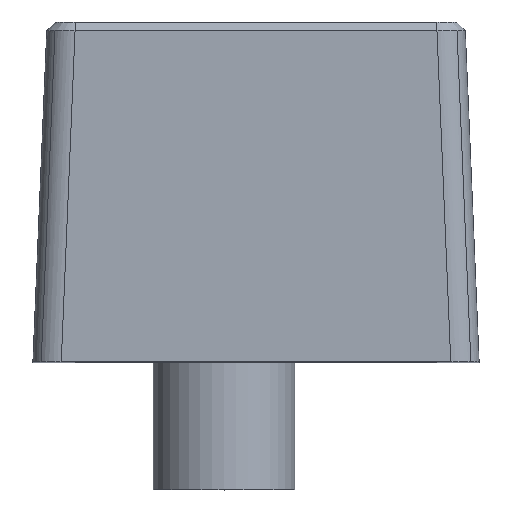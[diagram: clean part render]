
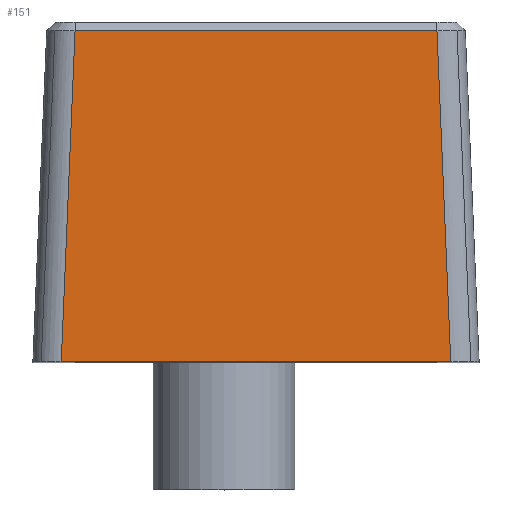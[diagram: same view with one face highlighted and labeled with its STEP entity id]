
A CAD part, top view. The second image highlights one B-rep face of the part: STEP entity #151.
In plain terms, the highlighted planar face has unit normal (0, 0, 1).
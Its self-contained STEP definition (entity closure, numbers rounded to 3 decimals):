
#151=ADVANCED_FACE('',(#323),#324,.F.);
#323=FACE_OUTER_BOUND('',#810,.T.);
#324=PLANE('',#811);
#810=EDGE_LOOP('',(#1619,#1620,#1621,#1622,#1623,#1624));
#811=AXIS2_PLACEMENT_3D('',#1625,#1626,#1627);
#1619=ORIENTED_EDGE('',*,*,#1928,.F.);
#1620=ORIENTED_EDGE('',*,*,#1778,.F.);
#1621=ORIENTED_EDGE('',*,*,#1996,.F.);
#1622=ORIENTED_EDGE('',*,*,#1997,.F.);
#1623=ORIENTED_EDGE('',*,*,#1919,.F.);
#1624=ORIENTED_EDGE('',*,*,#1916,.F.);
#1625=CARTESIAN_POINT('',(7.875,0.0,9.0));
#1626=DIRECTION('',(0.,0.,-1.));
#1627=DIRECTION('',(0.0,-1.,0.));
#1778=EDGE_CURVE('',#2033,#2035,#2036,.T.);
#1916=EDGE_CURVE('',#2271,#2273,#2274,.T.);
#1919=EDGE_CURVE('',#2273,#2266,#2278,.T.);
#1928=EDGE_CURVE('',#2035,#2271,#2292,.T.);
#1996=EDGE_CURVE('',#2397,#2033,#2398,.T.);
#1997=EDGE_CURVE('',#2266,#2397,#2399,.T.);
#2033=VERTEX_POINT('',#2452);
#2035=VERTEX_POINT('',#2454);
#2036=LINE('',#2455,#2456);
#2266=VERTEX_POINT('',#2782);
#2271=VERTEX_POINT('',#2792);
#2273=VERTEX_POINT('',#2795);
#2274=LINE('',#2796,#2797);
#2278=LINE('',#2803,#2804);
#2292=LINE('',#2827,#2828);
#2397=VERTEX_POINT('',#3026);
#2398=LINE('',#3027,#3028);
#2399=LINE('',#3029,#3030);
#2452=CARTESIAN_POINT('',(-6.874,0.0,9.0));
#2454=CARTESIAN_POINT('',(-6.387,11.7,9.));
#2455=CARTESIAN_POINT('',(-6.862,0.286,9.));
#2456=VECTOR('',#3117,10.0);
#2782=CARTESIAN_POINT('',(6.387,11.7,9.));
#2792=CARTESIAN_POINT('',(-6.374,11.7,9.));
#2795=CARTESIAN_POINT('',(6.374,11.7,9.));
#2796=CARTESIAN_POINT('',(3.938,11.7,9.));
#2797=VECTOR('',#3335,10.0);
#2803=CARTESIAN_POINT('',(6.374,11.7,9.));
#2804=VECTOR('',#3338,10.);
#2827=CARTESIAN_POINT('',(-6.387,11.7,9.));
#2828=VECTOR('',#3350,10.);
#3026=CARTESIAN_POINT('',(6.874,0.0,9.0));
#3027=CARTESIAN_POINT('',(7.875,0.0,9.0));
#3028=VECTOR('',#3439,10.0);
#3029=CARTESIAN_POINT('',(6.876,-0.042,9.));
#3030=VECTOR('',#3440,10.0);
#3117=DIRECTION('',(0.042,0.999,0.));
#3335=DIRECTION('',(1.0,0.,0.));
#3338=DIRECTION('',(1.,0.,0.));
#3350=DIRECTION('',(1.,0.,0.));
#3439=DIRECTION('',(-1.0,0.0,0.));
#3440=DIRECTION('',(0.042,-0.999,0.));
